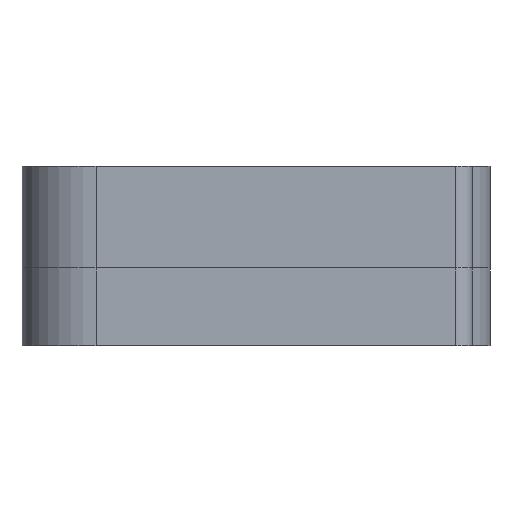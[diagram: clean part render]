
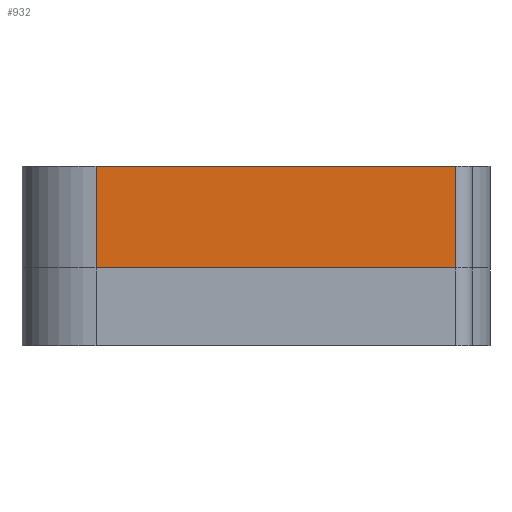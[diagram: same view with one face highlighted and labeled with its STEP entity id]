
A CAD part, front view. The second image highlights one B-rep face of the part: STEP entity #932.
In plain terms, the highlighted planar face has unit normal (0, -1, 0).
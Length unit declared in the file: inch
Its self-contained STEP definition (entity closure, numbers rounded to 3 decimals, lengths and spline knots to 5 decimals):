
#27 = VERTEX_POINT ( 'NONE', #1418 ) ;
#146 = VERTEX_POINT ( 'NONE', #3965 ) ;
#174 = CARTESIAN_POINT ( 'NONE',  ( 0., -0.3091, 0.375 ) ) ;
#232 = AXIS2_PLACEMENT_3D ( 'NONE', #174, #4262, #512 ) ;
#387 = VECTOR ( 'NONE', #1765, 39.37008 ) ;
#512 = DIRECTION ( 'NONE',  ( 0., 0., 1. ) ) ;
#932 = ADVANCED_FACE ( 'NONE', ( #2216 ), #1549, .F. ) ;
#961 = CARTESIAN_POINT ( 'NONE',  ( 1.5, -0.3091, -0.05 ) ) ;
#1030 = DIRECTION ( 'NONE',  ( 0., 0., -1. ) ) ;
#1101 = LINE ( 'NONE', #2836, #2487 ) ;
#1137 = CARTESIAN_POINT ( 'NONE',  ( 0., -0.3091, 0.375 ) ) ;
#1144 = ORIENTED_EDGE ( 'NONE', *, *, #2488, .T. ) ;
#1165 = EDGE_CURVE ( 'NONE', #4182, #146, #2804, .T. ) ;
#1305 = VERTEX_POINT ( 'NONE', #961 ) ;
#1418 = CARTESIAN_POINT ( 'NONE',  ( 1.5, -0.3091, 0.375 ) ) ;
#1549 = PLANE ( 'NONE',  #232 ) ;
#1612 = LINE ( 'NONE', #3588, #3791 ) ;
#1765 = DIRECTION ( 'NONE',  ( 1., 0., 0. ) ) ;
#1998 = ORIENTED_EDGE ( 'NONE', *, *, #2104, .F. ) ;
#2104 = EDGE_CURVE ( 'NONE', #27, #1305, #1101, .T. ) ;
#2140 = ORIENTED_EDGE ( 'NONE', *, *, #2625, .F. ) ;
#2216 = FACE_OUTER_BOUND ( 'NONE', #2512, .T. ) ;
#2253 = DIRECTION ( 'NONE',  ( 1., 0., 0. ) ) ;
#2487 = VECTOR ( 'NONE', #2507, 39.37008 ) ;
#2488 = EDGE_CURVE ( 'NONE', #146, #1305, #4237, .T. ) ;
#2507 = DIRECTION ( 'NONE',  ( 0., 0., -1. ) ) ;
#2512 = EDGE_LOOP ( 'NONE', ( #3686, #1144, #1998, #2140 ) ) ;
#2523 = CARTESIAN_POINT ( 'NONE',  ( 0., -0.3091, -0.05 ) ) ;
#2625 = EDGE_CURVE ( 'NONE', #4182, #27, #1612, .T. ) ;
#2804 = LINE ( 'NONE', #3748, #4025 ) ;
#2836 = CARTESIAN_POINT ( 'NONE',  ( 1.5, -0.3091, 0.375 ) ) ;
#3588 = CARTESIAN_POINT ( 'NONE',  ( 0., -0.3091, 0.375 ) ) ;
#3686 = ORIENTED_EDGE ( 'NONE', *, *, #1165, .T. ) ;
#3748 = CARTESIAN_POINT ( 'NONE',  ( 0., -0.3091, 0.375 ) ) ;
#3791 = VECTOR ( 'NONE', #2253, 39.37008 ) ;
#3965 = CARTESIAN_POINT ( 'NONE',  ( 0., -0.3091, -0.05 ) ) ;
#4025 = VECTOR ( 'NONE', #1030, 39.37008 ) ;
#4182 = VERTEX_POINT ( 'NONE', #1137 ) ;
#4237 = LINE ( 'NONE', #2523, #387 ) ;
#4262 = DIRECTION ( 'NONE',  ( 0., 1., 0. ) ) ;
